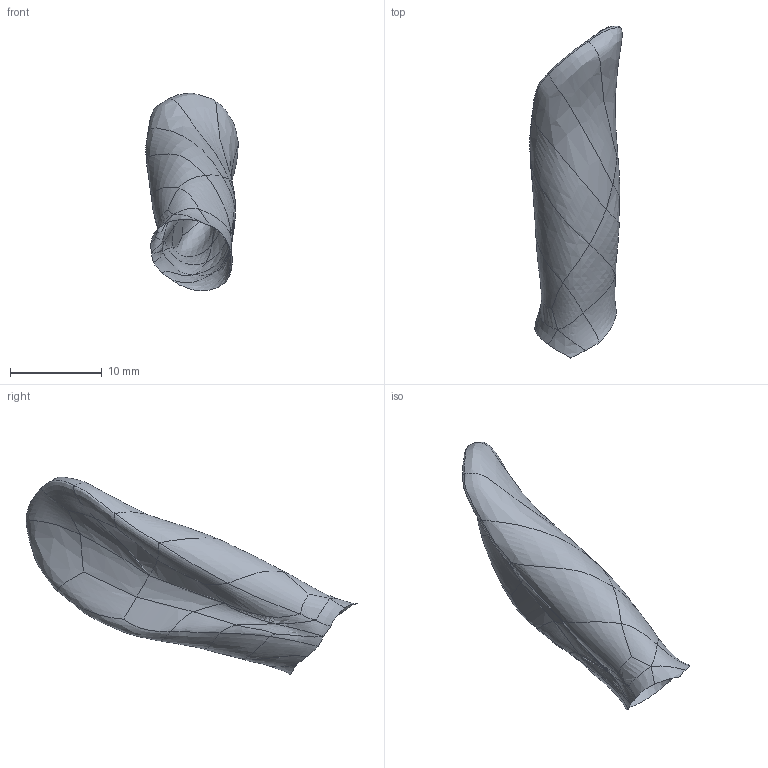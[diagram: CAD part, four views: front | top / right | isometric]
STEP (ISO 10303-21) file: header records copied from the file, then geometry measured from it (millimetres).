
FILE_DESCRIPTION(/* description */ (''),/* implementation_level */ '2;1');
FILE_NAME(/* name */ 'bunny_cut_blarge',/* time_stamp */ '2024-08-28T11:29:25+09:00',/* author */ (''),/* organization */ (''),/* preprocessor_version */ 'ST-DEVELOPER v19.2',/* originating_system */ 'Rhino 8.10',/* authorisation */ '');
FILE_SCHEMA (('CONFIG_CONTROL_DESIGN'));
Length unit declared in the file: millimetre
Products named in the file (1): Document
Bounding box: 10.08 x 36.22 x 21.58 mm (x, y, z)
Surface area: 1117.2 mm2 (no closed solid volume)
Topology: 0 solids, 45 shells, 45 faces, 180 edges, 180 vertices
Faces by surface type: bspline 45
Entity records: 19383 total; most frequent: CARTESIAN_POINT 18303, ORIENTED_EDGE 180, EDGE_CURVE 180, B_SPLINE_CURVE_WITH_KNOTS 180, VERTEX_POINT 180, SHELL_BASED_SURFACE_MODEL 45, OPEN_SHELL 45, ADVANCED_FACE 45
